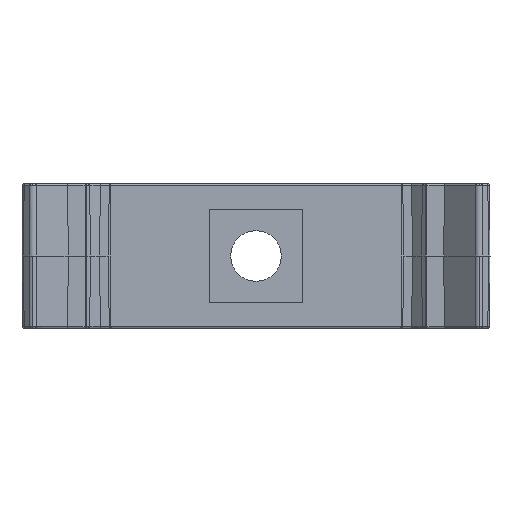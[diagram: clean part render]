
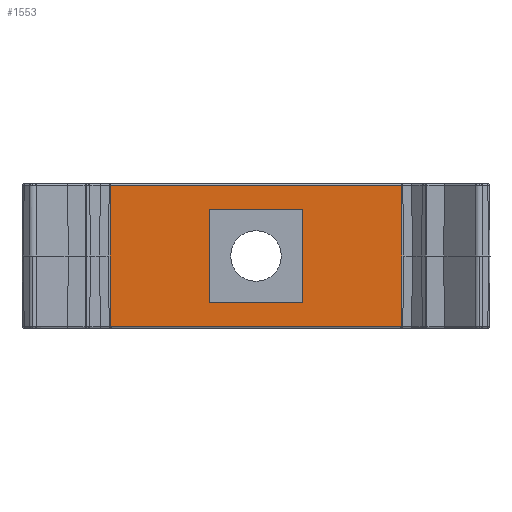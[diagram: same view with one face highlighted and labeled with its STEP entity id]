
A CAD part, front view. The second image highlights one B-rep face of the part: STEP entity #1553.
In plain terms, the highlighted planar face has unit normal (0, -1, 0).
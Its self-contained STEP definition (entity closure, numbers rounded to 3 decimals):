
#182 = EDGE_CURVE ( 'NONE', #5254, #1363, #7520, .T. ) ;
#204 = DIRECTION ( 'NONE',  ( 0., 1., 0. ) ) ;
#316 = DIRECTION ( 'NONE',  ( -1., 0., 0. ) ) ;
#586 = CARTESIAN_POINT ( 'NONE',  ( 5.15, 0., -5.15 ) ) ;
#623 = VERTEX_POINT ( 'NONE', #9614 ) ;
#997 = ORIENTED_EDGE ( 'NONE', *, *, #5790, .T. ) ;
#1100 = CARTESIAN_POINT ( 'NONE',  ( 16.1, 0., -7.8 ) ) ;
#1102 = VERTEX_POINT ( 'NONE', #11164 ) ;
#1363 = VERTEX_POINT ( 'NONE', #586 ) ;
#1456 = DIRECTION ( 'NONE',  ( 0., 0., -1. ) ) ;
#1541 = VECTOR ( 'NONE', #13311, 1000. ) ;
#1553 = ADVANCED_FACE ( 'NONE', ( #4536, #12002 ), #5484, .F. ) ;
#1617 = VERTEX_POINT ( 'NONE', #4479 ) ;
#2071 = EDGE_CURVE ( 'NONE', #11217, #9346, #8340, .T. ) ;
#2323 = CARTESIAN_POINT ( 'NONE',  ( 16.1, 0., 7.8 ) ) ;
#2384 = CARTESIAN_POINT ( 'NONE',  ( -5.15, 0., -5.15 ) ) ;
#2715 = ORIENTED_EDGE ( 'NONE', *, *, #10432, .T. ) ;
#2809 = LINE ( 'NONE', #8587, #8288 ) ;
#2867 = VECTOR ( 'NONE', #12758, 1000. ) ;
#2922 = EDGE_LOOP ( 'NONE', ( #10762, #3921, #997, #2715, #8244, #7611 ) ) ;
#3075 = LINE ( 'NONE', #11074, #5540 ) ;
#3399 = ORIENTED_EDGE ( 'NONE', *, *, #13032, .F. ) ;
#3455 = CARTESIAN_POINT ( 'NONE',  ( 5.15, 0., -5.15 ) ) ;
#3921 = ORIENTED_EDGE ( 'NONE', *, *, #8946, .T. ) ;
#4218 = VECTOR ( 'NONE', #4266, 1000. ) ;
#4266 = DIRECTION ( 'NONE',  ( -1., 0., 0. ) ) ;
#4479 = CARTESIAN_POINT ( 'NONE',  ( 5.15, 0., 5.15 ) ) ;
#4536 = FACE_OUTER_BOUND ( 'NONE', #2922, .T. ) ;
#4835 = VECTOR ( 'NONE', #10627, 1000. ) ;
#5184 = VERTEX_POINT ( 'NONE', #1100 ) ;
#5254 = VERTEX_POINT ( 'NONE', #2384 ) ;
#5484 = PLANE ( 'NONE',  #12404 ) ;
#5540 = VECTOR ( 'NONE', #13229, 1000. ) ;
#5608 = DIRECTION ( 'NONE',  ( 0., 0., -1. ) ) ;
#5621 = DIRECTION ( 'NONE',  ( 0., 0., -1. ) ) ;
#5721 = CARTESIAN_POINT ( 'NONE',  ( 16.1, 0., 8. ) ) ;
#5790 = EDGE_CURVE ( 'NONE', #623, #6522, #11581, .T. ) ;
#5867 = CARTESIAN_POINT ( 'NONE',  ( -16.1, 0., 0. ) ) ;
#6253 = EDGE_CURVE ( 'NONE', #1102, #5184, #9504, .T. ) ;
#6305 = CARTESIAN_POINT ( 'NONE',  ( -16.1, 0., 7.8 ) ) ;
#6511 = DIRECTION ( 'NONE',  ( 0., 0., 1. ) ) ;
#6522 = VERTEX_POINT ( 'NONE', #5867 ) ;
#6799 = ORIENTED_EDGE ( 'NONE', *, *, #182, .F. ) ;
#7098 = LINE ( 'NONE', #12272, #1541 ) ;
#7100 = CARTESIAN_POINT ( 'NONE',  ( 16.1, 0., -7.8 ) ) ;
#7520 = LINE ( 'NONE', #3455, #4835 ) ;
#7611 = ORIENTED_EDGE ( 'NONE', *, *, #7844, .F. ) ;
#7782 = VECTOR ( 'NONE', #5621, 1000. ) ;
#7844 = EDGE_CURVE ( 'NONE', #9346, #5184, #13321, .T. ) ;
#7926 = VECTOR ( 'NONE', #1456, 1000. ) ;
#8244 = ORIENTED_EDGE ( 'NONE', *, *, #6253, .T. ) ;
#8288 = VECTOR ( 'NONE', #316, 1000. ) ;
#8291 = EDGE_CURVE ( 'NONE', #1363, #1617, #3075, .T. ) ;
#8340 = LINE ( 'NONE', #5721, #2867 ) ;
#8587 = CARTESIAN_POINT ( 'NONE',  ( 5.15, 0., 5.15 ) ) ;
#8946 = EDGE_CURVE ( 'NONE', #11217, #623, #13296, .T. ) ;
#9214 = VECTOR ( 'NONE', #5608, 1000. ) ;
#9312 = ORIENTED_EDGE ( 'NONE', *, *, #8291, .F. ) ;
#9346 = VERTEX_POINT ( 'NONE', #10122 ) ;
#9504 = LINE ( 'NONE', #7100, #9825 ) ;
#9510 = ORIENTED_EDGE ( 'NONE', *, *, #10706, .F. ) ;
#9614 = CARTESIAN_POINT ( 'NONE',  ( -16.1, 0., 7.8 ) ) ;
#9825 = VECTOR ( 'NONE', #13151, 1000. ) ;
#10061 = EDGE_LOOP ( 'NONE', ( #9312, #6799, #3399, #9510 ) ) ;
#10122 = CARTESIAN_POINT ( 'NONE',  ( 16.1, 0., 0. ) ) ;
#10299 = CARTESIAN_POINT ( 'NONE',  ( -5.15, 0., 5.15 ) ) ;
#10432 = EDGE_CURVE ( 'NONE', #6522, #1102, #7098, .T. ) ;
#10461 = LINE ( 'NONE', #12661, #7782 ) ;
#10506 = CARTESIAN_POINT ( 'NONE',  ( 16.1, 0., 8. ) ) ;
#10627 = DIRECTION ( 'NONE',  ( 1., 0., 0. ) ) ;
#10706 = EDGE_CURVE ( 'NONE', #1617, #11564, #2809, .T. ) ;
#10762 = ORIENTED_EDGE ( 'NONE', *, *, #2071, .F. ) ;
#11074 = CARTESIAN_POINT ( 'NONE',  ( 5.15, 0., 5.15 ) ) ;
#11164 = CARTESIAN_POINT ( 'NONE',  ( -16.1, 0., -7.8 ) ) ;
#11217 = VERTEX_POINT ( 'NONE', #2323 ) ;
#11564 = VERTEX_POINT ( 'NONE', #10299 ) ;
#11581 = LINE ( 'NONE', #11629, #9214 ) ;
#11629 = CARTESIAN_POINT ( 'NONE',  ( -16.1, 0., 8. ) ) ;
#11674 = CARTESIAN_POINT ( 'NONE',  ( 16.1, 0., 8. ) ) ;
#12002 = FACE_BOUND ( 'NONE', #10061, .T. ) ;
#12272 = CARTESIAN_POINT ( 'NONE',  ( -16.1, 0., 8. ) ) ;
#12404 = AXIS2_PLACEMENT_3D ( 'NONE', #10506, #204, #6511 ) ;
#12661 = CARTESIAN_POINT ( 'NONE',  ( -5.15, 0., 5.15 ) ) ;
#12758 = DIRECTION ( 'NONE',  ( 0., 0., -1. ) ) ;
#13032 = EDGE_CURVE ( 'NONE', #11564, #5254, #10461, .T. ) ;
#13151 = DIRECTION ( 'NONE',  ( 1., 0., 0. ) ) ;
#13229 = DIRECTION ( 'NONE',  ( 0., 0., 1. ) ) ;
#13296 = LINE ( 'NONE', #6305, #4218 ) ;
#13311 = DIRECTION ( 'NONE',  ( 0., 0., -1. ) ) ;
#13321 = LINE ( 'NONE', #11674, #7926 ) ;
